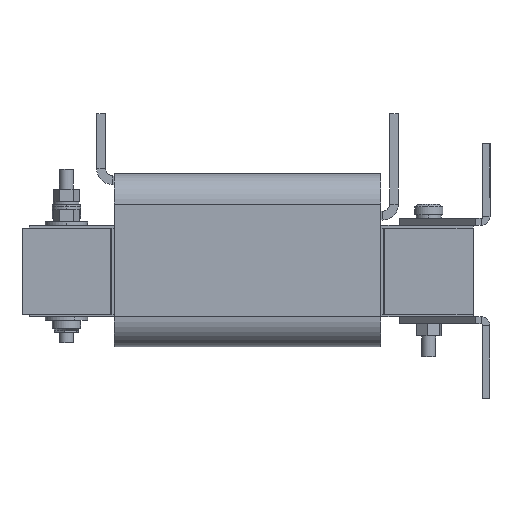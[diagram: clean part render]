
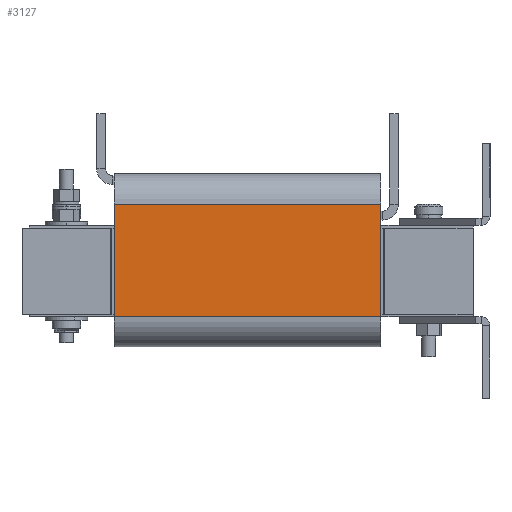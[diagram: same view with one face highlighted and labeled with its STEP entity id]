
A CAD part, left-side view. The second image highlights one B-rep face of the part: STEP entity #3127.
In plain terms, the highlighted planar face has unit normal (-1, 0, 0).
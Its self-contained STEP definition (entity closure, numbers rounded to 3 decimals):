
#502 = ORIENTED_EDGE ( 'NONE', *, *, #9961, .T. ) ;
#1290 = EDGE_CURVE ( 'Defeature ausgef�hrt2_21+Defeature ausgef�hrt2_30+Defeature ausgef�hrt2_29+Defeature ausgef�hrt2_23', #8912, #8807, #4252, .T. ) ;
#1550 = VECTOR ( 'NONE', #2507, 1000. ) ;
#1586 = VERTEX_POINT ( 'NONE', #3829 ) ;
#2507 = DIRECTION ( 'NONE',  ( 0., 0., 1. ) ) ;
#2643 = VECTOR ( 'NONE', #9987, 1000. ) ;
#3127 = ADVANCED_FACE ( 'Defeature ausgef�hrt2_30', ( #4330 ), #10717, .F. ) ;
#3341 = EDGE_CURVE ( 'Defeature ausgef�hrt2_23+Defeature ausgef�hrt2_30+Defeature ausgef�hrt2_21+Defeature ausgef�hrt2_22', #8807, #11450, #14255, .T. ) ;
#3829 = CARTESIAN_POINT ( 'NONE',  ( -142., -75., -25.75 ) ) ;
#4066 = CARTESIAN_POINT ( 'NONE',  ( -142., 75., 37.75 ) ) ;
#4252 = LINE ( 'NONE', #4446, #7506 ) ;
#4330 = FACE_OUTER_BOUND ( 'NONE', #13415, .T. ) ;
#4446 = CARTESIAN_POINT ( 'NONE',  ( -142., 75., 37.75 ) ) ;
#4492 = VECTOR ( 'NONE', #10221, 1000. ) ;
#5697 = CARTESIAN_POINT ( 'NONE',  ( -142., -75., 37.75 ) ) ;
#5728 = CARTESIAN_POINT ( 'NONE',  ( -142., 75., 37.75 ) ) ;
#6040 = ORIENTED_EDGE ( 'NONE', *, *, #1290, .F. ) ;
#6734 = ORIENTED_EDGE ( 'NONE', *, *, #10989, .T. ) ;
#6881 = AXIS2_PLACEMENT_3D ( 'NONE', #4066, #12968, #8584 ) ;
#7506 = VECTOR ( 'NONE', #11226, 1000. ) ;
#8584 = DIRECTION ( 'NONE',  ( 0., -1., 0. ) ) ;
#8807 = VERTEX_POINT ( 'NONE', #10110 ) ;
#8868 = CARTESIAN_POINT ( 'NONE',  ( -142., 75., -25.75 ) ) ;
#8912 = VERTEX_POINT ( 'NONE', #9297 ) ;
#9071 = CARTESIAN_POINT ( 'NONE',  ( -142., -75., 37.75 ) ) ;
#9297 = CARTESIAN_POINT ( 'NONE',  ( -142., 75., -25.75 ) ) ;
#9961 = EDGE_CURVE ( 'Defeature ausgef�hrt2_30+Defeature ausgef�hrt2_29+Defeature ausgef�hrt2_21+Defeature ausgef�hrt2_22', #8912, #1586, #10823, .T. ) ;
#9987 = DIRECTION ( 'NONE',  ( 0., -1., 0. ) ) ;
#10110 = CARTESIAN_POINT ( 'NONE',  ( -142., 75., 37.75 ) ) ;
#10221 = DIRECTION ( 'NONE',  ( 0., -1., 0. ) ) ;
#10407 = LINE ( 'NONE', #9071, #1550 ) ;
#10717 = PLANE ( 'NONE',  #6881 ) ;
#10823 = LINE ( 'NONE', #8868, #2643 ) ;
#10989 = EDGE_CURVE ( 'Defeature ausgef�hrt2_30+Defeature ausgef�hrt2_22+Defeature ausgef�hrt2_29+Defeature ausgef�hrt2_23', #1586, #11450, #10407, .T. ) ;
#11226 = DIRECTION ( 'NONE',  ( 0., 0., 1. ) ) ;
#11450 = VERTEX_POINT ( 'NONE', #5697 ) ;
#12143 = ORIENTED_EDGE ( 'NONE', *, *, #3341, .F. ) ;
#12968 = DIRECTION ( 'NONE',  ( 1., 0., 0. ) ) ;
#13415 = EDGE_LOOP ( 'NONE', ( #6734, #12143, #6040, #502 ) ) ;
#14255 = LINE ( 'NONE', #5728, #4492 ) ;
